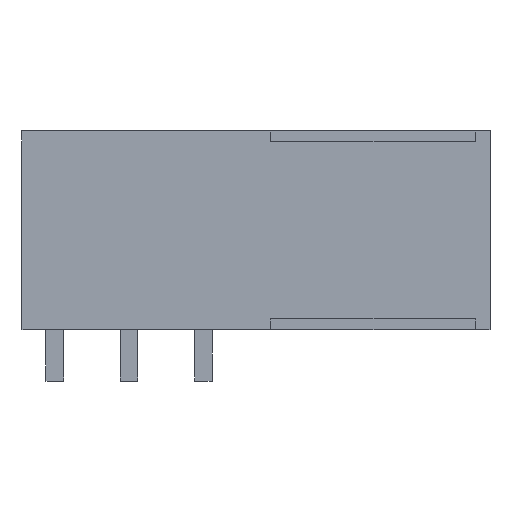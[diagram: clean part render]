
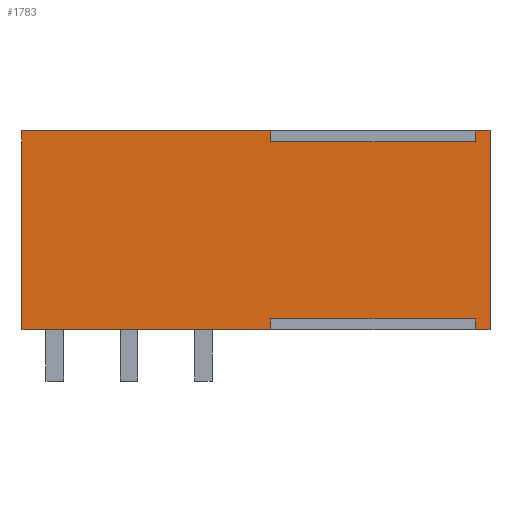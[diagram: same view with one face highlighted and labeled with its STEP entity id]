
A CAD part, left-side view. The second image highlights one B-rep face of the part: STEP entity #1783.
In plain terms, the highlighted planar face has unit normal (-1, 0, 0).
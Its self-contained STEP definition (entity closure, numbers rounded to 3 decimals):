
#1724=AXIS2_PLACEMENT_3D('Plane Axis2P3D',#1721,#1722,#1723) ;
#133=CARTESIAN_POINT('Vertex',(0.,32.,17.1)) ;
#136=CARTESIAN_POINT('Line Origine',(0.,23.5,17.1)) ;
#140=CARTESIAN_POINT('Vertex',(0.,15.,17.1)) ;
#161=CARTESIAN_POINT('Vertex',(0.,1.,17.1)) ;
#164=CARTESIAN_POINT('Line Origine',(0.,0.5,17.1)) ;
#168=CARTESIAN_POINT('Vertex',(0.,0.,17.1)) ;
#887=CARTESIAN_POINT('Vertex',(0.,0.,3.5)) ;
#890=CARTESIAN_POINT('Line Origine',(0.,0.5,3.5)) ;
#894=CARTESIAN_POINT('Vertex',(0.,1.,3.5)) ;
#915=CARTESIAN_POINT('Vertex',(0.,15.,3.5)) ;
#918=CARTESIAN_POINT('Line Origine',(0.,23.5,3.5)) ;
#922=CARTESIAN_POINT('Vertex',(0.,32.,3.5)) ;
#1709=CARTESIAN_POINT('Line Origine',(0.,32.,10.3)) ;
#1721=CARTESIAN_POINT('Axis2P3D Location',(0.,0.,17.1)) ;
#1726=CARTESIAN_POINT('Line Origine',(0.,1.,16.725)) ;
#1730=CARTESIAN_POINT('Vertex',(0.,1.,16.35)) ;
#1733=CARTESIAN_POINT('Line Origine',(0.,8.,16.35)) ;
#1737=CARTESIAN_POINT('Vertex',(0.,15.,16.35)) ;
#1740=CARTESIAN_POINT('Line Origine',(0.,15.,16.725)) ;
#1745=CARTESIAN_POINT('Line Origine',(0.,15.,3.875)) ;
#1749=CARTESIAN_POINT('Vertex',(0.,15.,4.25)) ;
#1752=CARTESIAN_POINT('Line Origine',(0.,8.,4.25)) ;
#1756=CARTESIAN_POINT('Vertex',(0.,1.,4.25)) ;
#1759=CARTESIAN_POINT('Line Origine',(0.,1.,3.875)) ;
#1764=CARTESIAN_POINT('Line Origine',(0.,0.,10.3)) ;
#137=DIRECTION('Vector Direction',(0.,1.,0.)) ;
#165=DIRECTION('Vector Direction',(0.,1.,0.)) ;
#891=DIRECTION('Vector Direction',(0.,1.,0.)) ;
#919=DIRECTION('Vector Direction',(0.,1.,0.)) ;
#1710=DIRECTION('Vector Direction',(0.,0.,-1.)) ;
#1722=DIRECTION('Axis2P3D Direction',(1.,0.,0.)) ;
#1723=DIRECTION('Axis2P3D XDirection',(0.,0.,-1.)) ;
#1727=DIRECTION('Vector Direction',(0.,0.,-1.)) ;
#1734=DIRECTION('Vector Direction',(0.,1.,0.)) ;
#1741=DIRECTION('Vector Direction',(0.,0.,-1.)) ;
#1746=DIRECTION('Vector Direction',(0.,0.,-1.)) ;
#1753=DIRECTION('Vector Direction',(0.,1.,0.)) ;
#1760=DIRECTION('Vector Direction',(0.,0.,-1.)) ;
#1765=DIRECTION('Vector Direction',(0.,0.,-1.)) ;
#138=VECTOR('Line Direction',#137,1.) ;
#166=VECTOR('Line Direction',#165,1.) ;
#892=VECTOR('Line Direction',#891,1.) ;
#920=VECTOR('Line Direction',#919,1.) ;
#1711=VECTOR('Line Direction',#1710,1.) ;
#1728=VECTOR('Line Direction',#1727,1.) ;
#1735=VECTOR('Line Direction',#1734,1.) ;
#1742=VECTOR('Line Direction',#1741,1.) ;
#1747=VECTOR('Line Direction',#1746,1.) ;
#1754=VECTOR('Line Direction',#1753,1.) ;
#1761=VECTOR('Line Direction',#1760,1.) ;
#1766=VECTOR('Line Direction',#1765,1.) ;
#1770=ORIENTED_EDGE('',*,*,#1732,.F.) ;
#1771=ORIENTED_EDGE('',*,*,#1739,.T.) ;
#1772=ORIENTED_EDGE('',*,*,#1744,.F.) ;
#1773=ORIENTED_EDGE('',*,*,#142,.T.) ;
#1774=ORIENTED_EDGE('',*,*,#1713,.T.) ;
#1775=ORIENTED_EDGE('',*,*,#924,.F.) ;
#1776=ORIENTED_EDGE('',*,*,#1751,.F.) ;
#1777=ORIENTED_EDGE('',*,*,#1758,.F.) ;
#1778=ORIENTED_EDGE('',*,*,#1763,.F.) ;
#1779=ORIENTED_EDGE('',*,*,#896,.F.) ;
#1780=ORIENTED_EDGE('',*,*,#1768,.F.) ;
#1781=ORIENTED_EDGE('',*,*,#170,.T.) ;
#1783=ADVANCED_FACE('HOUSING',(#1782),#1725,.F.) ;
#142=EDGE_CURVE('',#141,#134,#139,.T.) ;
#170=EDGE_CURVE('',#169,#162,#167,.T.) ;
#896=EDGE_CURVE('',#888,#895,#893,.T.) ;
#924=EDGE_CURVE('',#916,#923,#921,.T.) ;
#1713=EDGE_CURVE('',#134,#923,#1712,.T.) ;
#1732=EDGE_CURVE('',#1731,#162,#1729,.F.) ;
#1739=EDGE_CURVE('',#1731,#1738,#1736,.T.) ;
#1744=EDGE_CURVE('',#141,#1738,#1743,.T.) ;
#1751=EDGE_CURVE('',#1750,#916,#1748,.T.) ;
#1758=EDGE_CURVE('',#1757,#1750,#1755,.T.) ;
#1763=EDGE_CURVE('',#895,#1757,#1762,.F.) ;
#1768=EDGE_CURVE('',#169,#888,#1767,.T.) ;
#1769=EDGE_LOOP('',(#1770,#1771,#1772,#1773,#1774,#1775,#1776,#1777,#1778,#1779,#1780,#1781)) ;
#1782=FACE_OUTER_BOUND('',#1769,.T.) ;
#139=LINE('Line',#136,#138) ;
#167=LINE('Line',#164,#166) ;
#893=LINE('Line',#890,#892) ;
#921=LINE('Line',#918,#920) ;
#1712=LINE('Line',#1709,#1711) ;
#1729=LINE('Line',#1726,#1728) ;
#1736=LINE('Line',#1733,#1735) ;
#1743=LINE('Line',#1740,#1742) ;
#1748=LINE('Line',#1745,#1747) ;
#1755=LINE('Line',#1752,#1754) ;
#1762=LINE('Line',#1759,#1761) ;
#1767=LINE('Line',#1764,#1766) ;
#1725=PLANE('',#1724) ;
#134=VERTEX_POINT('',#133) ;
#141=VERTEX_POINT('',#140) ;
#162=VERTEX_POINT('',#161) ;
#169=VERTEX_POINT('',#168) ;
#888=VERTEX_POINT('',#887) ;
#895=VERTEX_POINT('',#894) ;
#916=VERTEX_POINT('',#915) ;
#923=VERTEX_POINT('',#922) ;
#1731=VERTEX_POINT('',#1730) ;
#1738=VERTEX_POINT('',#1737) ;
#1750=VERTEX_POINT('',#1749) ;
#1757=VERTEX_POINT('',#1756) ;
